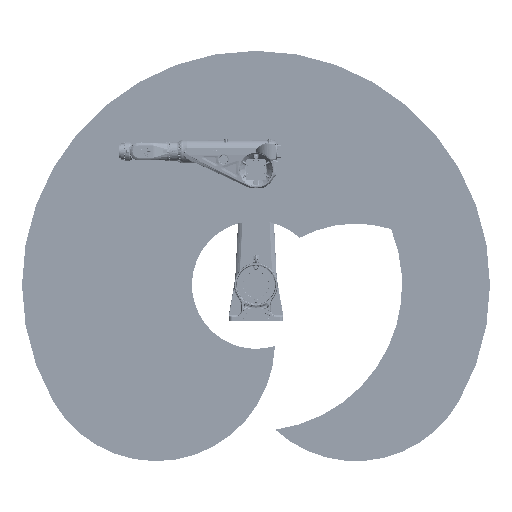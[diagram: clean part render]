
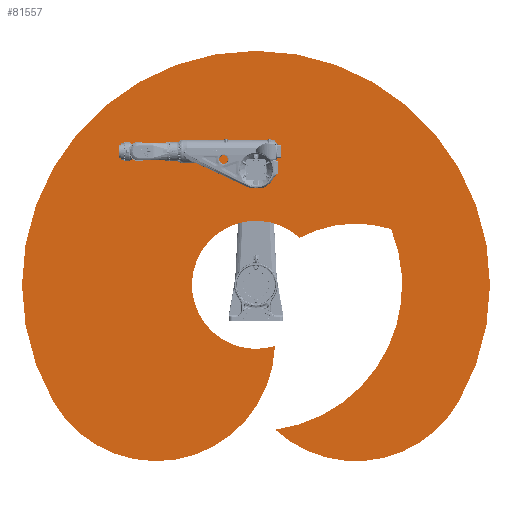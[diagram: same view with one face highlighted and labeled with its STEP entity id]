
A CAD part, left-side view. The second image highlights one B-rep face of the part: STEP entity #81557.
In plain terms, the highlighted face is planar.
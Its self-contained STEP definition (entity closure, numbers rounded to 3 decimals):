
#18833=FACE_OUTER_BOUND('',#25188,.T.);
#25188=EDGE_LOOP('',(#70100,#70101,#70102,#70103,#70104,#70105));
#30131=CIRCLE('',#90905,824.53);
#30132=CIRCLE('',#90906,1624.53);
#30133=CIRCLE('',#90907,824.53);
#30134=CIRCLE('',#90908,444.587);
#30135=CIRCLE('',#90909,824.53);
#30136=CIRCLE('',#90910,1014.581);
#37313=VERTEX_POINT('',#247157);
#37314=VERTEX_POINT('',#247158);
#37315=VERTEX_POINT('',#247160);
#37316=VERTEX_POINT('',#247162);
#37317=VERTEX_POINT('',#247164);
#37318=VERTEX_POINT('',#247166);
#48204=EDGE_CURVE('',#37313,#37314,#30131,.T.);
#48205=EDGE_CURVE('',#37314,#37315,#30132,.T.);
#48206=EDGE_CURVE('',#37315,#37316,#30133,.T.);
#48207=EDGE_CURVE('',#37316,#37317,#30134,.T.);
#48208=EDGE_CURVE('',#37317,#37318,#30135,.T.);
#48209=EDGE_CURVE('',#37318,#37313,#30136,.T.);
#70100=ORIENTED_EDGE('',*,*,#48204,.T.);
#70101=ORIENTED_EDGE('',*,*,#48205,.T.);
#70102=ORIENTED_EDGE('',*,*,#48206,.T.);
#70103=ORIENTED_EDGE('',*,*,#48207,.T.);
#70104=ORIENTED_EDGE('',*,*,#48208,.T.);
#70105=ORIENTED_EDGE('',*,*,#48209,.T.);
#71835=PLANE('',#90904);
#81557=ADVANCED_FACE('',(#18833),#71835,.F.);
#90904=AXIS2_PLACEMENT_3D('',#247156,#112337,#112338);
#90905=AXIS2_PLACEMENT_3D('',#247159,#112339,#112340);
#90906=AXIS2_PLACEMENT_3D('',#247161,#112341,#112342);
#90907=AXIS2_PLACEMENT_3D('',#247163,#112343,#112344);
#90908=AXIS2_PLACEMENT_3D('',#247165,#112345,#112346);
#90909=AXIS2_PLACEMENT_3D('',#247167,#112347,#112348);
#90910=AXIS2_PLACEMENT_3D('',#247168,#112349,#112350);
#112337=DIRECTION('center_axis',(0.,0.,1.));
#112338=DIRECTION('ref_axis',(1.,0.,0.));
#112339=DIRECTION('center_axis',(0.,0.,-1.));
#112340=DIRECTION('ref_axis',(-0.5,0.866,0.));
#112341=DIRECTION('center_axis',(0.,0.,-1.));
#112342=DIRECTION('ref_axis',(-0.5,-0.866,0.));
#112343=DIRECTION('center_axis',(0.,0.,-1.));
#112344=DIRECTION('ref_axis',(-0.03,1.,0.));
#112345=DIRECTION('center_axis',(0.,0.,1.));
#112346=DIRECTION('ref_axis',(0.955,-0.295,0.));
#112347=DIRECTION('center_axis',(0.,0.,1.));
#112348=DIRECTION('ref_axis',(-0.881,0.474,0.));
#112349=DIRECTION('center_axis',(0.,0.,1.));
#112350=DIRECTION('ref_axis',(-0.382,-0.924,0.));
#247156=CARTESIAN_POINT('Origin',(22.285,101.959,-0.5));
#247157=CARTESIAN_POINT('',(-1005.767,133.448,-0.5));
#247158=CARTESIAN_POINT('',(-812.265,1406.884,-0.5));
#247159=CARTESIAN_POINT('Origin',(-400.,692.82,-0.5));
#247160=CARTESIAN_POINT('',(-812.265,-1406.884,-0.5));
#247161=CARTESIAN_POINT('Origin',(0.,0.,-0.5));
#247162=CARTESIAN_POINT('',(-424.745,131.338,-0.5));
#247163=CARTESIAN_POINT('Origin',(-400.,-692.82,-0.5));
#247164=CARTESIAN_POINT('',(326.115,302.171,-0.5));
#247165=CARTESIAN_POINT('Origin',(0.,0.,-0.5));
#247166=CARTESIAN_POINT('',(387.314,937.744,-0.5));
#247167=CARTESIAN_POINT('Origin',(-400.,692.82,-0.5));
#247168=CARTESIAN_POINT('Origin',(0.,0.,-0.5));
